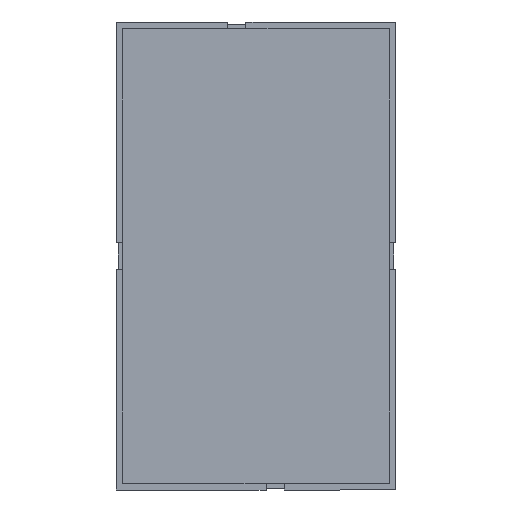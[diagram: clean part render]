
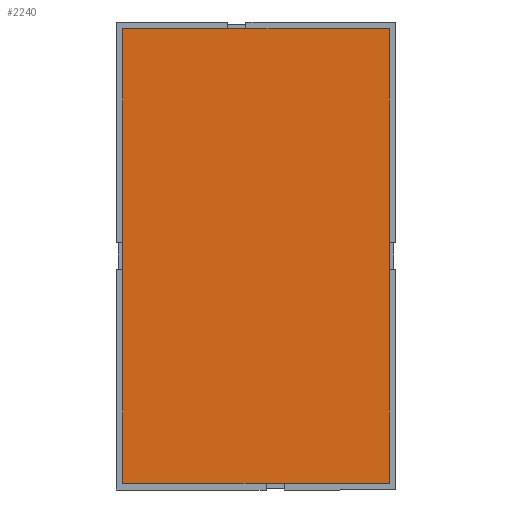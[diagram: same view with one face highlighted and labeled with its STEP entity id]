
A CAD part, top view. The second image highlights one B-rep face of the part: STEP entity #2240.
In plain terms, the highlighted planar face has unit normal (0, 0, 1).
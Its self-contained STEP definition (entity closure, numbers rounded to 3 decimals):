
#5 = CARTESIAN_POINT ( 'NONE',  ( -19.9, 2., -0.1 ) ) ;
#10 = VECTOR ( 'NONE', #704, 1000. ) ;
#26 = VECTOR ( 'NONE', #2339, 1000. ) ;
#71 = VECTOR ( 'NONE', #2990, 1000. ) ;
#86 = EDGE_CURVE ( 'NONE', #149, #322, #579, .T. ) ;
#115 = ORIENTED_EDGE ( 'NONE', *, *, #905, .T. ) ;
#144 = VERTEX_POINT ( 'NONE', #2564 ) ;
#149 = VERTEX_POINT ( 'NONE', #274 ) ;
#250 = EDGE_CURVE ( 'NONE', #1504, #2565, #2770, .T. ) ;
#274 = CARTESIAN_POINT ( 'NONE',  ( 19.9, -2., -0.1 ) ) ;
#295 = CARTESIAN_POINT ( 'NONE',  ( 1.5, -33.95, -0.1 ) ) ;
#298 = DIRECTION ( 'NONE',  ( -1., 0., 0. ) ) ;
#322 = VERTEX_POINT ( 'NONE', #1036 ) ;
#324 = EDGE_CURVE ( 'NONE', #322, #936, #1151, .T. ) ;
#365 = VECTOR ( 'NONE', #1517, 1000. ) ;
#504 = LINE ( 'NONE', #1297, #365 ) ;
#510 = DIRECTION ( 'NONE',  ( 1., 0., 0. ) ) ;
#527 = CARTESIAN_POINT ( 'NONE',  ( -19.9, -33.95, -0.1 ) ) ;
#579 = LINE ( 'NONE', #2790, #71 ) ;
#637 = ORIENTED_EDGE ( 'NONE', *, *, #86, .T. ) ;
#647 = EDGE_CURVE ( 'NONE', #936, #1768, #1986, .T. ) ;
#684 = EDGE_CURVE ( 'NONE', #2511, #2483, #2451, .T. ) ;
#693 = ORIENTED_EDGE ( 'NONE', *, *, #324, .T. ) ;
#704 = DIRECTION ( 'NONE',  ( 1., 0., 0. ) ) ;
#709 = FACE_OUTER_BOUND ( 'NONE', #2013, .T. ) ;
#734 = CARTESIAN_POINT ( 'NONE',  ( 4.2, -33.95, -0.1 ) ) ;
#751 = EDGE_CURVE ( 'NONE', #2565, #2956, #1833, .T. ) ;
#821 = ORIENTED_EDGE ( 'NONE', *, *, #2324, .T. ) ;
#905 = EDGE_CURVE ( 'NONE', #1747, #2287, #504, .T. ) ;
#936 = VERTEX_POINT ( 'NONE', #2454 ) ;
#949 = EDGE_CURVE ( 'NONE', #144, #149, #1332, .T. ) ;
#1036 = CARTESIAN_POINT ( 'NONE',  ( 19.9, 2., -0.1 ) ) ;
#1084 = VECTOR ( 'NONE', #510, 1000. ) ;
#1085 = DIRECTION ( 'NONE',  ( 0., 1., 0. ) ) ;
#1110 = EDGE_CURVE ( 'NONE', #2287, #2511, #1190, .T. ) ;
#1151 = LINE ( 'NONE', #1277, #1613 ) ;
#1160 = CARTESIAN_POINT ( 'NONE',  ( -19.9, 33.95, -0.1 ) ) ;
#1190 = LINE ( 'NONE', #1160, #2199 ) ;
#1277 = CARTESIAN_POINT ( 'NONE',  ( 19.9, 33.95, -0.1 ) ) ;
#1288 = ORIENTED_EDGE ( 'NONE', *, *, #684, .T. ) ;
#1297 = CARTESIAN_POINT ( 'NONE',  ( -19.9, 33.95, -0.1 ) ) ;
#1298 = VECTOR ( 'NONE', #2349, 1000. ) ;
#1318 = EDGE_CURVE ( 'NONE', #1768, #1747, #2946, .T. ) ;
#1332 = LINE ( 'NONE', #2231, #2232 ) ;
#1388 = CARTESIAN_POINT ( 'NONE',  ( -19.9, -33.95, -0.1 ) ) ;
#1439 = CARTESIAN_POINT ( 'NONE',  ( -19.9, -2., -0.1 ) ) ;
#1476 = DIRECTION ( 'NONE',  ( 0., 1., 0. ) ) ;
#1504 = VERTEX_POINT ( 'NONE', #1799 ) ;
#1517 = DIRECTION ( 'NONE',  ( -1., 0., 0. ) ) ;
#1581 = ORIENTED_EDGE ( 'NONE', *, *, #647, .T. ) ;
#1613 = VECTOR ( 'NONE', #1476, 1000. ) ;
#1655 = DIRECTION ( 'NONE',  ( 0., -1., 0. ) ) ;
#1747 = VERTEX_POINT ( 'NONE', #2798 ) ;
#1768 = VERTEX_POINT ( 'NONE', #2034 ) ;
#1785 = AXIS2_PLACEMENT_3D ( 'NONE', #2167, #2195, #2156 ) ;
#1799 = CARTESIAN_POINT ( 'NONE',  ( -19.9, -33.95, -0.1 ) ) ;
#1833 = LINE ( 'NONE', #2411, #2421 ) ;
#1910 = ORIENTED_EDGE ( 'NONE', *, *, #250, .T. ) ;
#1939 = DIRECTION ( 'NONE',  ( 1., 0., 0. ) ) ;
#1944 = ORIENTED_EDGE ( 'NONE', *, *, #1110, .T. ) ;
#1959 = PLANE ( 'NONE',  #1785 ) ;
#1986 = LINE ( 'NONE', #2785, #26 ) ;
#2013 = EDGE_LOOP ( 'NONE', ( #1944, #1288, #2462, #1910, #2422, #821, #2476, #637, #693, #1581, #2433, #115 ) ) ;
#2034 = CARTESIAN_POINT ( 'NONE',  ( -1.5, 33.95, -0.1 ) ) ;
#2054 = EDGE_CURVE ( 'NONE', #2483, #1504, #2120, .T. ) ;
#2120 = LINE ( 'NONE', #2840, #2973 ) ;
#2137 = CARTESIAN_POINT ( 'NONE',  ( -19.9, 33.95, -0.1 ) ) ;
#2140 = CARTESIAN_POINT ( 'NONE',  ( -19.9, 33.95, -0.1 ) ) ;
#2156 = DIRECTION ( 'NONE',  ( 1., 0., 0. ) ) ;
#2167 = CARTESIAN_POINT ( 'NONE',  ( 0., 0., -0.1 ) ) ;
#2195 = DIRECTION ( 'NONE',  ( 0., 0., 1. ) ) ;
#2199 = VECTOR ( 'NONE', #2562, 1000. ) ;
#2231 = CARTESIAN_POINT ( 'NONE',  ( 19.9, 33.95, -0.1 ) ) ;
#2232 = VECTOR ( 'NONE', #1085, 1000. ) ;
#2240 = ADVANCED_FACE ( 'NONE', ( #709 ), #1959, .T. ) ;
#2287 = VERTEX_POINT ( 'NONE', #2137 ) ;
#2324 = EDGE_CURVE ( 'NONE', #2956, #144, #2794, .T. ) ;
#2339 = DIRECTION ( 'NONE',  ( -1., 0., 0. ) ) ;
#2349 = DIRECTION ( 'NONE',  ( 0., -1., 0. ) ) ;
#2411 = CARTESIAN_POINT ( 'NONE',  ( -19.9, -33.95, -0.1 ) ) ;
#2421 = VECTOR ( 'NONE', #1939, 1000. ) ;
#2422 = ORIENTED_EDGE ( 'NONE', *, *, #751, .T. ) ;
#2433 = ORIENTED_EDGE ( 'NONE', *, *, #1318, .T. ) ;
#2451 = LINE ( 'NONE', #5, #1298 ) ;
#2454 = CARTESIAN_POINT ( 'NONE',  ( 19.9, 33.95, -0.1 ) ) ;
#2462 = ORIENTED_EDGE ( 'NONE', *, *, #2054, .T. ) ;
#2476 = ORIENTED_EDGE ( 'NONE', *, *, #949, .T. ) ;
#2483 = VERTEX_POINT ( 'NONE', #1439 ) ;
#2511 = VERTEX_POINT ( 'NONE', #2578 ) ;
#2519 = VECTOR ( 'NONE', #298, 1000. ) ;
#2562 = DIRECTION ( 'NONE',  ( 0., -1., 0. ) ) ;
#2564 = CARTESIAN_POINT ( 'NONE',  ( 19.9, -33.95, -0.1 ) ) ;
#2565 = VERTEX_POINT ( 'NONE', #295 ) ;
#2578 = CARTESIAN_POINT ( 'NONE',  ( -19.9, 2., -0.1 ) ) ;
#2770 = LINE ( 'NONE', #527, #1084 ) ;
#2785 = CARTESIAN_POINT ( 'NONE',  ( -19.9, 33.95, -0.1 ) ) ;
#2790 = CARTESIAN_POINT ( 'NONE',  ( 19.9, 33.95, -0.1 ) ) ;
#2794 = LINE ( 'NONE', #1388, #10 ) ;
#2798 = CARTESIAN_POINT ( 'NONE',  ( -4.2, 33.95, -0.1 ) ) ;
#2840 = CARTESIAN_POINT ( 'NONE',  ( -19.9, 33.95, -0.1 ) ) ;
#2946 = LINE ( 'NONE', #2140, #2519 ) ;
#2956 = VERTEX_POINT ( 'NONE', #734 ) ;
#2973 = VECTOR ( 'NONE', #1655, 1000. ) ;
#2990 = DIRECTION ( 'NONE',  ( 0., 1., 0. ) ) ;
